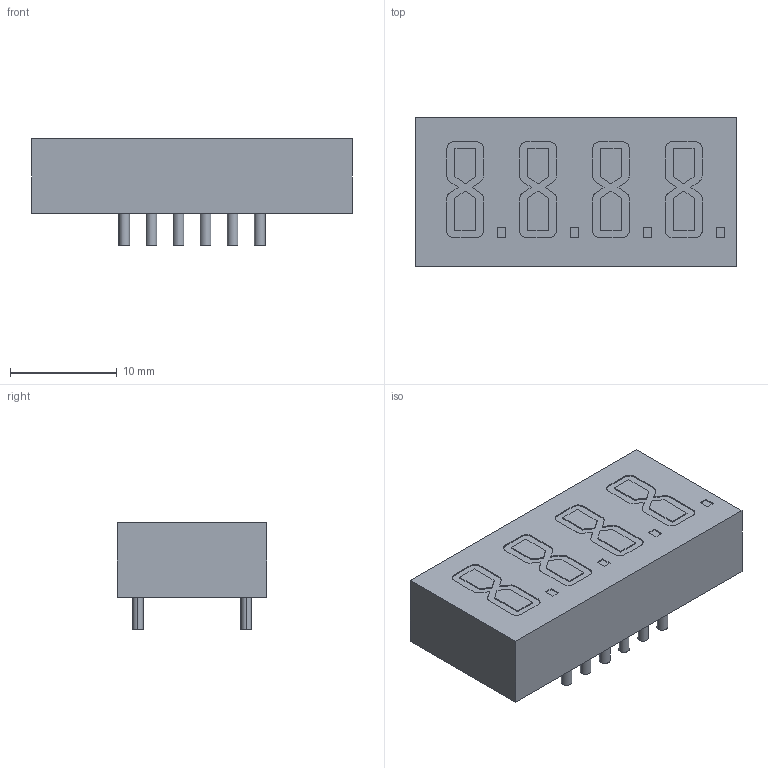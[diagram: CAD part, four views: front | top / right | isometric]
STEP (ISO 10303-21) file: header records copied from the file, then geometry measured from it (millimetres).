
FILE_DESCRIPTION (( 'STEP AP214' ), '1' );
FILE_NAME ('LED36-4.STEP', '2011-08-14T14:01:14', ( '微软用户' ), ( '微软中国' ), 'SwSTEP 2.0', 'SolidWorks 2011', '' );
FILE_SCHEMA (( 'AUTOMOTIVE_DESIGN' ));
Length unit declared in the file: millimetre
Products named in the file (1): LED36-4
Bounding box: 30 x 14 x 10 mm (x, y, z)
Volume: 2961.3 mm3; surface area: 1588.8 mm2
Topology: 1 solids, 1 shells, 186 faces, 468 edges, 312 vertices
Faces by surface type: plane 130, bspline 32, cylinder 24
Entity records: 8016 total; most frequent: CARTESIAN_POINT 2023, ORIENTED_EDGE 936, DIRECTION 762, EDGE_CURVE 468, LINE 356, VECTOR 356, VERTEX_POINT 312, EDGE_LOOP 214
